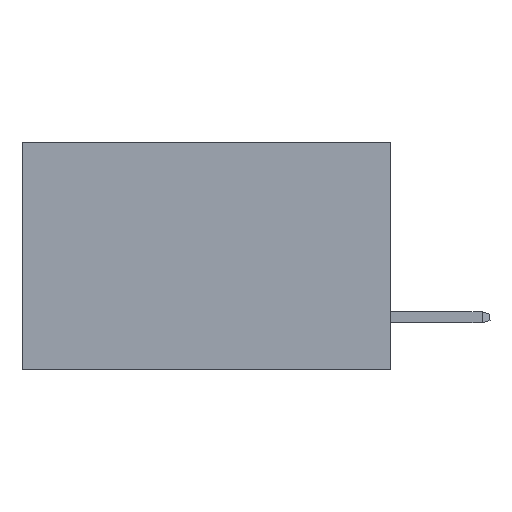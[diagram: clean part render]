
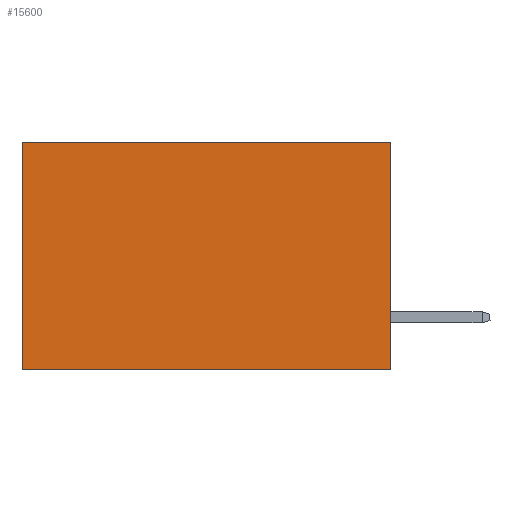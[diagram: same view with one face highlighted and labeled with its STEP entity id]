
A CAD part, left-side view. The second image highlights one B-rep face of the part: STEP entity #15600.
In plain terms, the highlighted planar face has unit normal (-1, 0, 0).
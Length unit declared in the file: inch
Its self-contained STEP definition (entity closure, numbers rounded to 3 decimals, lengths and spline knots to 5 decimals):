
#892 = CARTESIAN_POINT ( 'NONE',  ( 0.2875, 0., -0.37 ) ) ;
#1157 = CARTESIAN_POINT ( 'NONE',  ( 0.2875, 0.6, 0. ) ) ;
#2053 = LINE ( 'NONE', #892, #14769 ) ;
#2214 = DIRECTION ( 'NONE',  ( 0., 0., -1. ) ) ;
#2754 = EDGE_LOOP ( 'NONE', ( #4827, #12823, #4183, #14525 ) ) ;
#3206 = DIRECTION ( 'NONE',  ( 0., 0., -1. ) ) ;
#3271 = VECTOR ( 'NONE', #3206, 39.37008 ) ;
#4183 = ORIENTED_EDGE ( 'NONE', *, *, #9297, .F. ) ;
#4325 = VERTEX_POINT ( 'NONE', #5998 ) ;
#4827 = ORIENTED_EDGE ( 'NONE', *, *, #11321, .T. ) ;
#4969 = VERTEX_POINT ( 'NONE', #9308 ) ;
#5845 = CARTESIAN_POINT ( 'NONE',  ( 0.2875, 0., 0. ) ) ;
#5998 = CARTESIAN_POINT ( 'NONE',  ( 0.2875, 0.6, 0. ) ) ;
#6159 = EDGE_CURVE ( 'NONE', #4969, #8600, #2053, .T. ) ;
#6529 = VECTOR ( 'NONE', #9867, 39.37008 ) ;
#6686 = AXIS2_PLACEMENT_3D ( 'NONE', #5845, #10889, #2214 ) ;
#6689 = PLANE ( 'NONE',  #6686 ) ;
#6953 = VERTEX_POINT ( 'NONE', #11113 ) ;
#7938 = CARTESIAN_POINT ( 'NONE',  ( 0.2875, 0., 0. ) ) ;
#8465 = CARTESIAN_POINT ( 'NONE',  ( 0.2875, 0.6, -0.37 ) ) ;
#8600 = VERTEX_POINT ( 'NONE', #8465 ) ;
#8872 = LINE ( 'NONE', #7938, #9607 ) ;
#9125 = DIRECTION ( 'NONE',  ( 0., 1., 0. ) ) ;
#9297 = EDGE_CURVE ( 'NONE', #6953, #4969, #12901, .T. ) ;
#9308 = CARTESIAN_POINT ( 'NONE',  ( 0.2875, 0., -0.37 ) ) ;
#9607 = VECTOR ( 'NONE', #9125, 39.37008 ) ;
#9790 = LINE ( 'NONE', #1157, #6529 ) ;
#9867 = DIRECTION ( 'NONE',  ( 0., 0., -1. ) ) ;
#10889 = DIRECTION ( 'NONE',  ( 1., 0., 0. ) ) ;
#11113 = CARTESIAN_POINT ( 'NONE',  ( 0.2875, 0., 0. ) ) ;
#11321 = EDGE_CURVE ( 'NONE', #4325, #8600, #9790, .T. ) ;
#11796 = CARTESIAN_POINT ( 'NONE',  ( 0.2875, 0., 0. ) ) ;
#11810 = DIRECTION ( 'NONE',  ( 0., 1., 0. ) ) ;
#12497 = FACE_OUTER_BOUND ( 'NONE', #2754, .T. ) ;
#12823 = ORIENTED_EDGE ( 'NONE', *, *, #6159, .F. ) ;
#12901 = LINE ( 'NONE', #11796, #3271 ) ;
#14525 = ORIENTED_EDGE ( 'NONE', *, *, #15599, .T. ) ;
#14769 = VECTOR ( 'NONE', #11810, 39.37008 ) ;
#15599 = EDGE_CURVE ( 'NONE', #6953, #4325, #8872, .T. ) ;
#15600 = ADVANCED_FACE ( 'NONE', ( #12497 ), #6689, .F. ) ;
